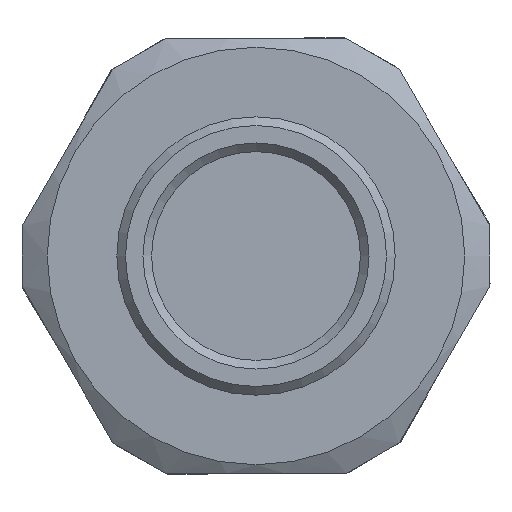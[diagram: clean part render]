
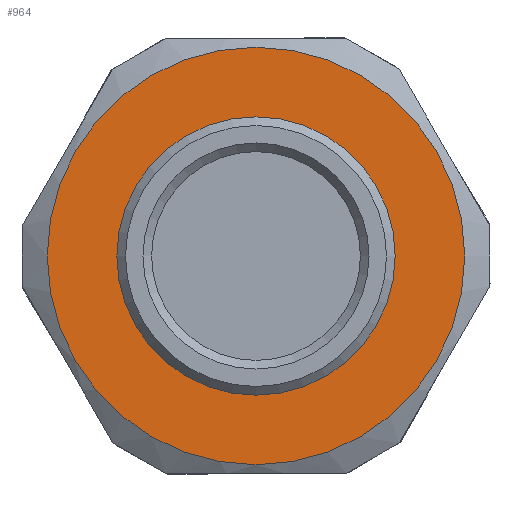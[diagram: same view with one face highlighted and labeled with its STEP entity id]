
A CAD part, front view. The second image highlights one B-rep face of the part: STEP entity #964.
In plain terms, the highlighted planar face has unit normal (0, -1, 0).
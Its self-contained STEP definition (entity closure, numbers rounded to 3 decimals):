
#217=FACE_BOUND('',#304,.T.);
#245=FACE_OUTER_BOUND('',#303,.T.);
#303=EDGE_LOOP('',(#688));
#304=EDGE_LOOP('',(#689));
#355=CIRCLE('',#1058,7.5);
#356=CIRCLE('',#1060,12.);
#417=VERTEX_POINT('',#1561);
#418=VERTEX_POINT('',#1565);
#523=EDGE_CURVE('',#417,#417,#355,.T.);
#525=EDGE_CURVE('',#418,#418,#356,.T.);
#688=ORIENTED_EDGE('',*,*,#525,.F.);
#689=ORIENTED_EDGE('',*,*,#523,.T.);
#864=PLANE('',#1059);
#964=ADVANCED_FACE('',(#245,#217),#864,.T.);
#1058=AXIS2_PLACEMENT_3D('',#1562,#1228,#1229);
#1059=AXIS2_PLACEMENT_3D('',#1564,#1231,#1232);
#1060=AXIS2_PLACEMENT_3D('',#1566,#1233,#1234);
#1228=DIRECTION('center_axis',(0.,1.,0.));
#1229=DIRECTION('ref_axis',(1.,0.,0.));
#1231=DIRECTION('center_axis',(0.,-1.,0.));
#1232=DIRECTION('ref_axis',(0.,0.,
-1.));
#1233=DIRECTION('center_axis',(0.,1.,0.));
#1234=DIRECTION('ref_axis',(1.,0.,0.));
#1561=CARTESIAN_POINT('',(56.227,-92.506,88.885));
#1562=CARTESIAN_POINT('Origin',(48.727,-92.506,88.885));
#1564=CARTESIAN_POINT('Origin',(36.727,-92.506,88.885));
#1565=CARTESIAN_POINT('',(60.727,-92.506,88.885));
#1566=CARTESIAN_POINT('Origin',(48.727,-92.506,88.885));
